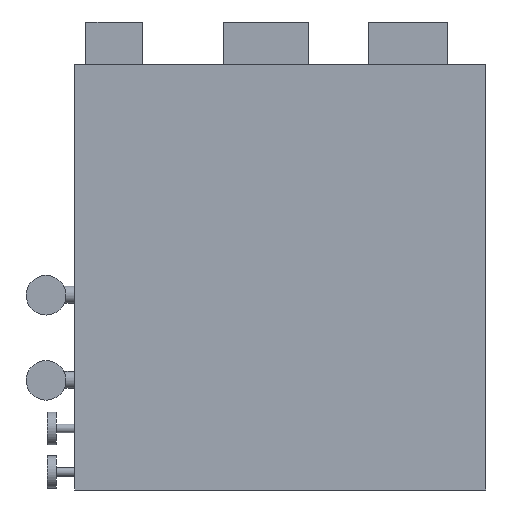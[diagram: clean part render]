
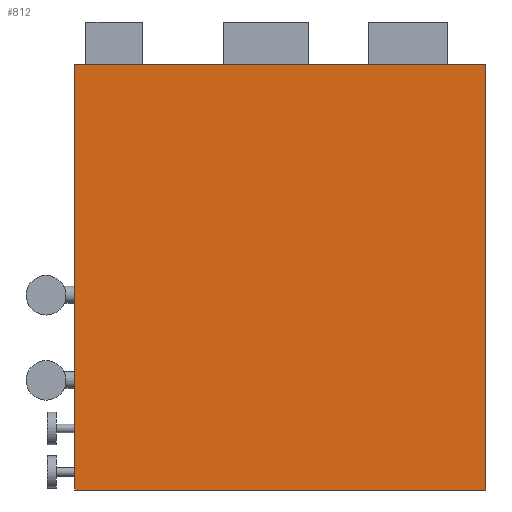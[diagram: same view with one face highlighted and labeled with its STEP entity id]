
A CAD part, left-side view. The second image highlights one B-rep face of the part: STEP entity #812.
In plain terms, the highlighted planar face has unit normal (-1, 0, 0).
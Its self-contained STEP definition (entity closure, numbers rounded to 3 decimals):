
#812 = ADVANCED_FACE('',(#813),#847,.F.);
#813 = FACE_BOUND('',#814,.F.);
#814 = EDGE_LOOP('',(#815,#825,#833,#841));
#815 = ORIENTED_EDGE('',*,*,#816,.F.);
#816 = EDGE_CURVE('',#817,#819,#821,.T.);
#817 = VERTEX_POINT('',#818);
#818 = CARTESIAN_POINT('',(0.,0.,0.));
#819 = VERTEX_POINT('',#820);
#820 = CARTESIAN_POINT('',(0.,0.,1.5));
#821 = LINE('',#822,#823);
#822 = CARTESIAN_POINT('',(0.,0.,0.));
#823 = VECTOR('',#824,1.);
#824 = DIRECTION('',(0.,0.,1.));
#825 = ORIENTED_EDGE('',*,*,#826,.T.);
#826 = EDGE_CURVE('',#817,#827,#829,.T.);
#827 = VERTEX_POINT('',#828);
#828 = CARTESIAN_POINT('',(0.,1.45,0.));
#829 = LINE('',#830,#831);
#830 = CARTESIAN_POINT('',(0.,0.,0.));
#831 = VECTOR('',#832,1.);
#832 = DIRECTION('',(0.,1.,0.));
#833 = ORIENTED_EDGE('',*,*,#834,.T.);
#834 = EDGE_CURVE('',#827,#835,#837,.T.);
#835 = VERTEX_POINT('',#836);
#836 = CARTESIAN_POINT('',(0.,1.45,1.5));
#837 = LINE('',#838,#839);
#838 = CARTESIAN_POINT('',(0.,1.45,0.));
#839 = VECTOR('',#840,1.);
#840 = DIRECTION('',(0.,0.,1.));
#841 = ORIENTED_EDGE('',*,*,#842,.F.);
#842 = EDGE_CURVE('',#819,#835,#843,.T.);
#843 = LINE('',#844,#845);
#844 = CARTESIAN_POINT('',(0.,0.,1.5));
#845 = VECTOR('',#846,1.);
#846 = DIRECTION('',(0.,1.,0.));
#847 = PLANE('',#848);
#848 = AXIS2_PLACEMENT_3D('',#849,#850,#851);
#849 = CARTESIAN_POINT('',(0.,0.,0.));
#850 = DIRECTION('',(1.,0.,0.));
#851 = DIRECTION('',(0.,0.,1.));
